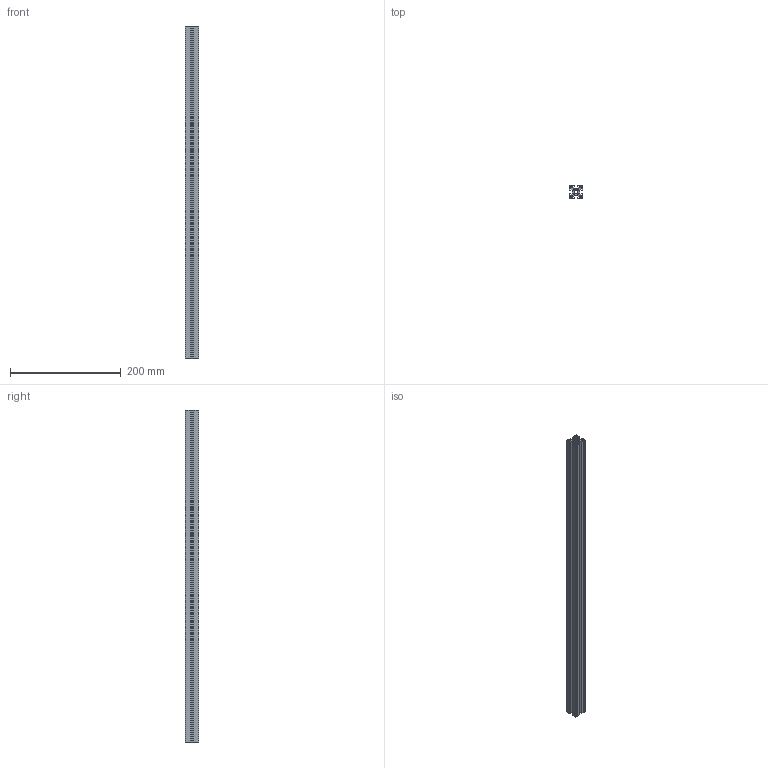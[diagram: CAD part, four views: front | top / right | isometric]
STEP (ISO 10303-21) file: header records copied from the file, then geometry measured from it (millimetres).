
FILE_DESCRIPTION( ( 'STEP AP203' ), '1' );
FILE_NAME( 'HFSP5-2525-600_2_03.stp', ' ', ( ' ' ), ( ' ' ), 'PSStep 15.0.47', 'PARTsolutions', ' ' );
FILE_SCHEMA( ( 'CONFIG_CONTROL_DESIGN' ) );
Length unit declared in the file: millimetre
Products named in the file (1): _HFSP5-2525-600
Bounding box: 25 x 24.2 x 600 mm (x, y, z)
Volume: 172288.7 mm3; surface area: 174072.3 mm2
Topology: 1 solids, 1 shells, 126 faces, 372 edges, 248 vertices
Faces by surface type: plane 90, cylinder 36
Entity records: 4252 total; most frequent: CARTESIAN_POINT 747, ORIENTED_EDGE 744, DIRECTION 698, EDGE_CURVE 372, LINE 300, VECTOR 300, VERTEX_POINT 248, AXIS2_PLACEMENT_3D 199
